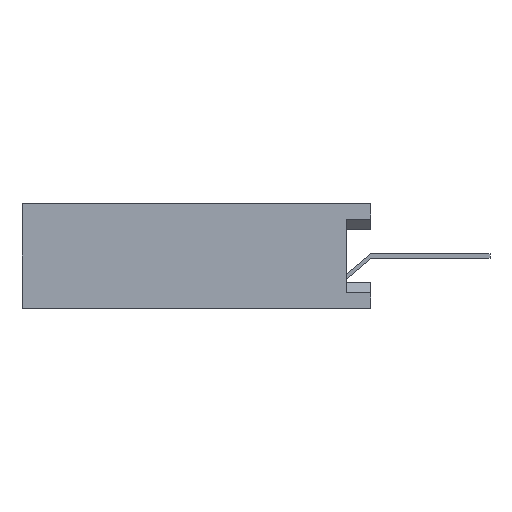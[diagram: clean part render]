
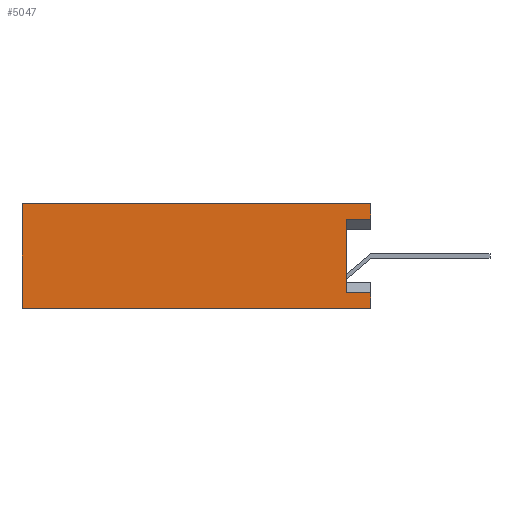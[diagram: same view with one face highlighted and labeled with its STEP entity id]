
A CAD part, left-side view. The second image highlights one B-rep face of the part: STEP entity #5047.
In plain terms, the highlighted planar face has unit normal (-1, 0, 0).
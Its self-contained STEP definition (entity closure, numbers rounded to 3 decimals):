
#17=DIRECTION('',(0.,-1.,0.));
#18=VECTOR('',#17,8.5);
#19=CARTESIAN_POINT('',(-7.62,4.25,-1.27));
#20=LINE('',#19,#18);
#229=DIRECTION('',(0.,0.,1.));
#230=VECTOR('',#229,0.37);
#231=CARTESIAN_POINT('',(-7.62,-4.25,-1.27));
#232=LINE('',#231,#230);
#245=DIRECTION('',(0.,0.,1.));
#246=VECTOR('',#245,0.37);
#247=CARTESIAN_POINT('',(-7.62,-4.25,0.9));
#248=LINE('',#247,#246);
#405=DIRECTION('',(0.,0.,1.));
#406=VECTOR('',#405,2.54);
#407=CARTESIAN_POINT('',(-7.62,4.25,-1.27));
#408=LINE('',#407,#406);
#409=DIRECTION('',(0.,1.,0.));
#410=VECTOR('',#409,0.6);
#411=CARTESIAN_POINT('',(-7.62,-4.25,0.9));
#412=LINE('',#411,#410);
#413=DIRECTION('',(0.,0.,1.));
#414=VECTOR('',#413,1.8);
#415=CARTESIAN_POINT('',(-7.62,-3.65,-0.9));
#416=LINE('',#415,#414);
#417=DIRECTION('',(0.,1.,0.));
#418=VECTOR('',#417,0.6);
#419=CARTESIAN_POINT('',(-7.62,-4.25,-0.9));
#420=LINE('',#419,#418);
#957=DIRECTION('',(0.,-1.,0.));
#958=VECTOR('',#957,8.5);
#959=CARTESIAN_POINT('',(-7.62,4.25,1.27));
#960=LINE('',#959,#958);
#3409=CARTESIAN_POINT('',(-7.62,4.25,-1.27));
#3410=CARTESIAN_POINT('',(-7.62,-4.25,-1.27));
#3411=VERTEX_POINT('',#3409);
#3412=VERTEX_POINT('',#3410);
#3417=CARTESIAN_POINT('',(-7.62,4.25,1.27));
#3418=CARTESIAN_POINT('',(-7.62,-4.25,1.27));
#3419=VERTEX_POINT('',#3417);
#3420=VERTEX_POINT('',#3418);
#3545=CARTESIAN_POINT('',(-7.62,-4.25,-0.9));
#3546=VERTEX_POINT('',#3545);
#3547=CARTESIAN_POINT('',(-7.62,-4.25,0.9));
#3548=VERTEX_POINT('',#3547);
#3561=CARTESIAN_POINT('',(-7.62,-3.65,-0.9));
#3562=CARTESIAN_POINT('',(-7.62,-3.65,0.9));
#3563=VERTEX_POINT('',#3561);
#3564=VERTEX_POINT('',#3562);
#5027=CARTESIAN_POINT('',(-7.62,4.25,-1.27));
#5028=DIRECTION('',(-1.,0.,0.));
#5029=DIRECTION('',(0.,-1.,0.));
#5030=AXIS2_PLACEMENT_3D('',#5027,#5028,#5029);
#5031=PLANE('',#5030);
#5032=ORIENTED_EDGE('',*,*,#4816,.F.);
#5033=ORIENTED_EDGE('',*,*,#4526,.F.);
#5035=ORIENTED_EDGE('',*,*,#5034,.T.);
#5037=ORIENTED_EDGE('',*,*,#5036,.T.);
#5038=ORIENTED_EDGE('',*,*,#4832,.F.);
#5040=ORIENTED_EDGE('',*,*,#5039,.T.);
#5042=ORIENTED_EDGE('',*,*,#5041,.F.);
#5044=ORIENTED_EDGE('',*,*,#5043,.F.);
#5045=EDGE_LOOP('',(#5032,#5033,#5035,#5037,#5038,#5040,#5042,#5044));
#5046=FACE_OUTER_BOUND('',#5045,.F.);
#5047=ADVANCED_FACE('',(#5046),#5031,.T.);
#4526=EDGE_CURVE('',#3411,#3412,#20,.T.);
#4816=EDGE_CURVE('',#3412,#3546,#232,.T.);
#4832=EDGE_CURVE('',#3548,#3420,#248,.T.);
#5034=EDGE_CURVE('',#3411,#3419,#408,.T.);
#5036=EDGE_CURVE('',#3419,#3420,#960,.T.);
#5039=EDGE_CURVE('',#3548,#3564,#412,.T.);
#5041=EDGE_CURVE('',#3563,#3564,#416,.T.);
#5043=EDGE_CURVE('',#3546,#3563,#420,.T.);
